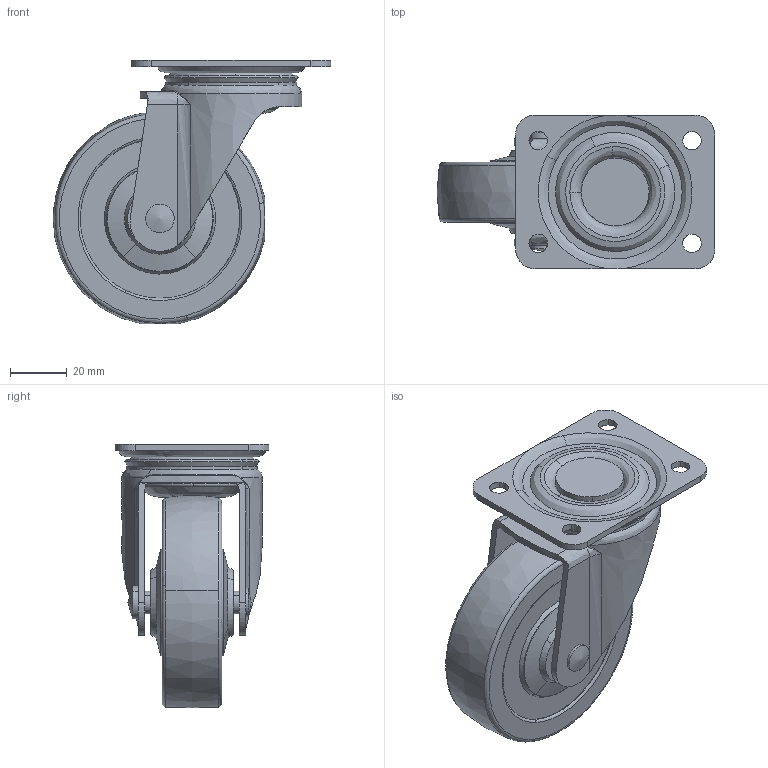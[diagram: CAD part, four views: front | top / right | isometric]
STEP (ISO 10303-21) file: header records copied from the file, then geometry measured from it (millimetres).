
FILE_DESCRIPTION((''),'2;1');
FILE_NAME('','2006-01-18T12:33:45',(''),(''),'','CADfix','');
FILE_SCHEMA(('AUTOMOTIVE_DESIGN'));
Length unit declared in the file: millimetre
Products named in the file (6): wheel; mounting plate; main shaft; body; axle; No_106_32322_36
Assembly tree (5 placements, depth 2):
  No_106_32322_36
    wheel
    mounting plate
    main shaft
    body
    axle
Bounding box: 97.5 x 54 x 92.37 mm (x, y, z)
Volume: 134060.6 mm3; surface area: 39225.1 mm2
Topology: 5 solids, 5 shells, 183 faces, 679 edges, 519 vertices
Faces by surface type: bspline 183
Entity records: 14945 total; most frequent: CARTESIAN_POINT 10889, ORIENTED_EDGE 1358, EDGE_CURVE 679, B_SPLINE_CURVE_WITH_KNOTS 528, VERTEX_POINT 519, EDGE_LOOP 214, FACE_OUTER_BOUND 183, ADVANCED_FACE 183
